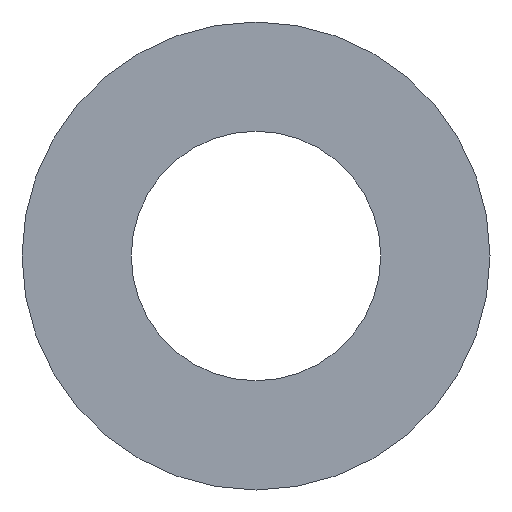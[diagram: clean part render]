
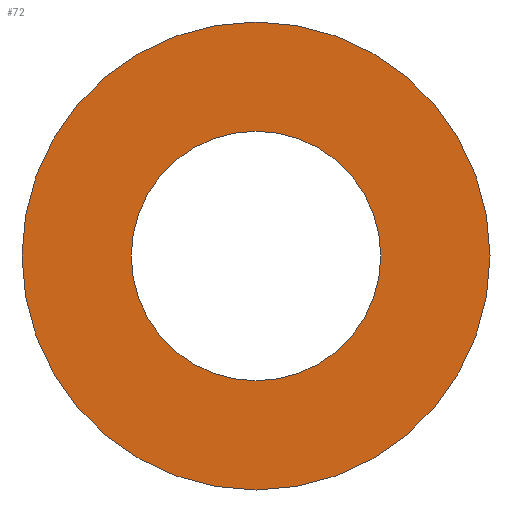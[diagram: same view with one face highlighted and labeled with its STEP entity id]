
A CAD part, front view. The second image highlights one B-rep face of the part: STEP entity #72.
In plain terms, the highlighted planar face has unit normal (0, -1, 0).
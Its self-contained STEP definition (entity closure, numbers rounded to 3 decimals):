
#5 = VERTEX_POINT ( 'NONE', #180 ) ;
#6 = VERTEX_POINT ( 'NONE', #60 ) ;
#7 = CIRCLE ( 'NONE', #117, 3. ) ;
#12 = DIRECTION ( 'NONE',  ( 0., 1., 0. ) ) ;
#29 = CARTESIAN_POINT ( 'NONE',  ( 0., 0., 0. ) ) ;
#32 = AXIS2_PLACEMENT_3D ( 'NONE', #182, #179, #164 ) ;
#33 = FACE_BOUND ( 'NONE', #41, .T. ) ;
#36 = VERTEX_POINT ( 'NONE', #181 ) ;
#38 = AXIS2_PLACEMENT_3D ( 'NONE', #113, #172, #175 ) ;
#41 = EDGE_LOOP ( 'NONE', ( #98, #142 ) ) ;
#58 = EDGE_CURVE ( 'NONE', #36, #6, #238, .T. ) ;
#59 = VERTEX_POINT ( 'NONE', #218 ) ;
#60 = CARTESIAN_POINT ( 'NONE',  ( 0., 0., 3. ) ) ;
#72 = ADVANCED_FACE ( 'NONE', ( #209, #33 ), #116, .F. ) ;
#73 = ORIENTED_EDGE ( 'NONE', *, *, #216, .F. ) ;
#77 = EDGE_CURVE ( 'NONE', #5, #59, #247, .T. ) ;
#78 = DIRECTION ( 'NONE',  ( 0., 0., 1. ) ) ;
#98 = ORIENTED_EDGE ( 'NONE', *, *, #77, .T. ) ;
#100 = DIRECTION ( 'NONE',  ( 0., 1., 0. ) ) ;
#104 = CARTESIAN_POINT ( 'NONE',  ( 0., 0., 0. ) ) ;
#113 = CARTESIAN_POINT ( 'NONE',  ( 0., 0., 0. ) ) ;
#116 = PLANE ( 'NONE',  #38 ) ;
#117 = AXIS2_PLACEMENT_3D ( 'NONE', #29, #12, #78 ) ;
#120 = DIRECTION ( 'NONE',  ( 0., 0., 1. ) ) ;
#140 = EDGE_CURVE ( 'NONE', #59, #5, #244, .T. ) ;
#142 = ORIENTED_EDGE ( 'NONE', *, *, #140, .T. ) ;
#145 = DIRECTION ( 'NONE',  ( 0., 0., 1. ) ) ;
#152 = DIRECTION ( 'NONE',  ( 0., 1., 0. ) ) ;
#154 = CARTESIAN_POINT ( 'NONE',  ( 0., 0., 0. ) ) ;
#164 = DIRECTION ( 'NONE',  ( 0., 0., 1. ) ) ;
#172 = DIRECTION ( 'NONE',  ( 0., 1., 0. ) ) ;
#173 = AXIS2_PLACEMENT_3D ( 'NONE', #104, #100, #120 ) ;
#175 = DIRECTION ( 'NONE',  ( 0., 0., 1. ) ) ;
#179 = DIRECTION ( 'NONE',  ( 0., 1., 0. ) ) ;
#180 = CARTESIAN_POINT ( 'NONE',  ( 0., 0., -1.6 ) ) ;
#181 = CARTESIAN_POINT ( 'NONE',  ( 0., 0., -3. ) ) ;
#182 = CARTESIAN_POINT ( 'NONE',  ( 0., 0., 0. ) ) ;
#196 = AXIS2_PLACEMENT_3D ( 'NONE', #154, #152, #145 ) ;
#207 = ORIENTED_EDGE ( 'NONE', *, *, #58, .F. ) ;
#209 = FACE_OUTER_BOUND ( 'NONE', #241, .T. ) ;
#216 = EDGE_CURVE ( 'NONE', #6, #36, #7, .T. ) ;
#218 = CARTESIAN_POINT ( 'NONE',  ( 0., 0., 1.6 ) ) ;
#238 = CIRCLE ( 'NONE', #32, 3. ) ;
#241 = EDGE_LOOP ( 'NONE', ( #207, #73 ) ) ;
#244 = CIRCLE ( 'NONE', #173, 1.6 ) ;
#247 = CIRCLE ( 'NONE', #196, 1.6 ) ;
